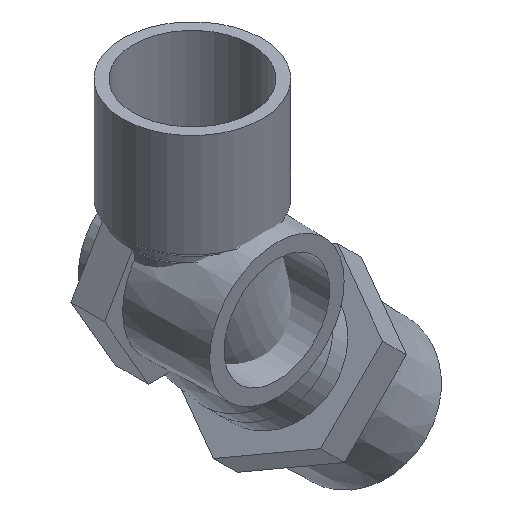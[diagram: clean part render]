
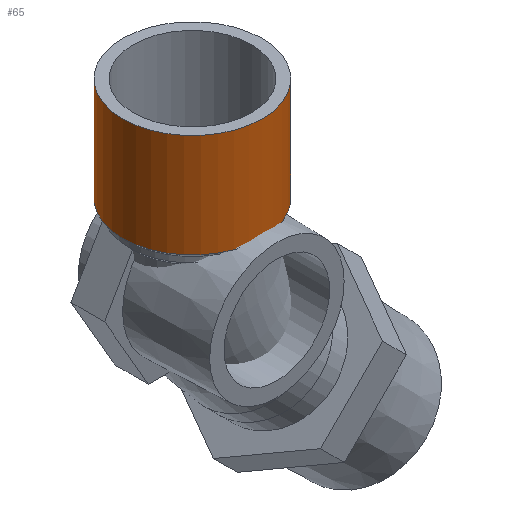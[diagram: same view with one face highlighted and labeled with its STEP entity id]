
A CAD part, isometric view. The second image highlights one B-rep face of the part: STEP entity #65.
In plain terms, the highlighted cylindrical face has radius 16.5 mm (diameter 33 mm), a full revolution.
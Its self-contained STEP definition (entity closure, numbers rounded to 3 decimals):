
#65 = ADVANCED_FACE( '', ( #147, #148 ), #149, .T. );
#147 = FACE_OUTER_BOUND( '', #261, .T. );
#148 = FACE_OUTER_BOUND( '', #262, .T. );
#149 = CYLINDRICAL_SURFACE( '', #263, 16.5 );
#261 = EDGE_LOOP( '', ( #372 ) );
#262 = EDGE_LOOP( '', ( #373 ) );
#263 = AXIS2_PLACEMENT_3D( '', #374, #375, #376 );
#372 = ORIENTED_EDGE( '', *, *, #548, .T. );
#373 = ORIENTED_EDGE( '', *, *, #549, .T. );
#374 = CARTESIAN_POINT( '', ( 0., 0., 13.984 ) );
#375 = DIRECTION( '', ( 0., 0., -1. ) );
#376 = DIRECTION( '', ( 1., 0., 0. ) );
#548 = EDGE_CURVE( '', #616, #616, #617, .F. );
#549 = EDGE_CURVE( '', #618, #618, #619, .T. );
#616 = VERTEX_POINT( '', #711 );
#617 = CIRCLE( '', #712, 16.5 );
#618 = VERTEX_POINT( '', #713 );
#619 = CIRCLE( '', #714, 16.5 );
#711 = CARTESIAN_POINT( '', ( -16.5, 0., 14.984 ) );
#712 = AXIS2_PLACEMENT_3D( '', #825, #826, #827 );
#713 = CARTESIAN_POINT( '', ( 16.5, 0., 39.484 ) );
#714 = AXIS2_PLACEMENT_3D( '', #828, #829, #830 );
#825 = CARTESIAN_POINT( '', ( 0., 0., 14.984 ) );
#826 = DIRECTION( '', ( 0., 0., -1. ) );
#827 = DIRECTION( '', ( -1., 0., 0. ) );
#828 = CARTESIAN_POINT( '', ( 0., 0., 39.484 ) );
#829 = DIRECTION( '', ( 0., 0., -1. ) );
#830 = DIRECTION( '', ( 1., 0., 0. ) );
